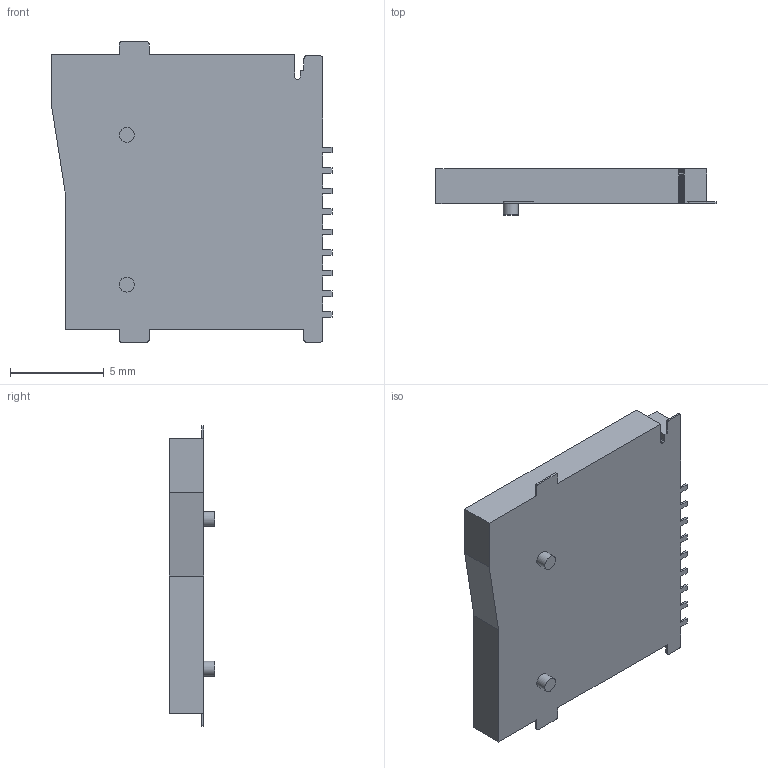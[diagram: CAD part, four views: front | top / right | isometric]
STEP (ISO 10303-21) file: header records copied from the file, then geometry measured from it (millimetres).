
FILE_DESCRIPTION(/* description */ (''),/* implementation_level */ '2;1');
FILE_NAME(/* name */ 'SOFNG_TF-015.step',/* time_stamp */ '2021-10-27T00:51:54+02:00',/* author */ (''),/* organization */ (''),/* preprocessor_version */ 'ST-DEVELOPER v18.1',/* originating_system */ 'Autodesk Translation Framework v10.10.0.1391',/* authorisation */ '');
FILE_SCHEMA (('AUTOMOTIVE_DESIGN { 1 0 10303 214 3 1 1 }'));
Length unit declared in the file: millimetre
Products named in the file (1): (Unsaved)
Bounding box: 14.97 x 2.45 x 16.07 mm (x, y, z)
Volume: 379.2 mm3; surface area: 531.5 mm2
Topology: 1 solids, 1 shells, 79 faces, 225 edges, 150 vertices
Faces by surface type: plane 69, cylinder 10
Full cylindrical faces by diameter (mm): 0.8 x2
Entity records: 2572 total; most frequent: CARTESIAN_POINT 455, ORIENTED_EDGE 450, DIRECTION 405, EDGE_CURVE 225, LINE 205, VECTOR 205, VERTEX_POINT 150, AXIS2_PLACEMENT_3D 100
